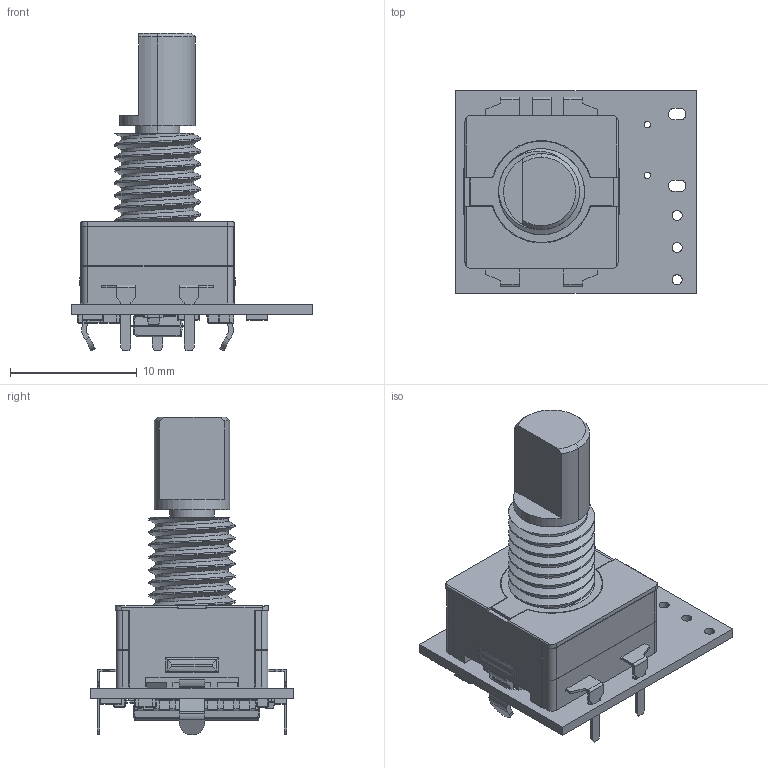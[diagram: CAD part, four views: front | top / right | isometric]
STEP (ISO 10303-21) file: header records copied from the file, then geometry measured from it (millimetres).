
FILE_DESCRIPTION(('Open CASCADE Model'),'2;1');
FILE_NAME('Open CASCADE Shape Model','2022-06-06T14:24:31',('Author'),( 'Open CASCADE'),'Open CASCADE STEP processor 6.8','Open CASCADE 6.8' ,'Unknown');
FILE_SCHEMA(('AUTOMOTIVE_DESIGN { 1 0 10303 214 1 1 1 1 }'));
Length unit declared in the file: millimetre
Products named in the file (66): PCB; Board; Open CASCADE STEP translator 6.8 1.1.1; MCU2; 6060889392; Open_CASCADE_STEP_translator_6.8_2.1; Body; Open_CASCADE_STEP_translator_6.8_2.2.1; Leader; ROTARY_ENCODER1; rotary_encoder; R10; 6060884592; Mid_Body; Terminal; Open_CASCADE_STEP_translator_6.8_12.2.1; Mark; R9; R8; R7; 7224077712; R6; D8; 6060895072; Open_CASCADE_STEP_translator_6.8_2.1.1; lead; D7; 6060889232; D6; 6060889312; D5; 0603_Chip_SMD_LED_(1.6x0.8mm)_coloured; C10; 6060896992; Open_CASCADE_STEP_translator_6.8_14.1.1; Open_CASCADE_STEP_translator_6.8_14.1.2; Open_CASCADE_STEP_translator_6.8_14.2.1; C9; 6060888752; C8 ...
Assembly tree (90 placements, depth 5):
  PCB
    Board
      Open CASCADE STEP translator 6.8 1.1.1
    MCU2
      6060889392
        Open_CASCADE_STEP_translator_6.8_2.1
        Body
          Open_CASCADE_STEP_translator_6.8_2.2.1
        Leader  x16
    ROTARY_ENCODER1
      rotary_encoder
    R10
      6060884592
        Mid_Body
        Terminal  x2
          Open_CASCADE_STEP_translator_6.8_12.2.1
        Mark
    R9
      6060884592
        Mid_Body
        Terminal  x2
          Open_CASCADE_STEP_translator_6.8_12.2.1
        Mark
    R8
      6060884592
        Mid_Body
        Terminal  x2
          Open_CASCADE_STEP_translator_6.8_12.2.1
        Mark
    R7
      7224077712
        Mid_Body
        Terminal  x2
          Open_CASCADE_STEP_translator_6.8_12.2.1
        Mark
    R6
      6060884592
        Mid_Body
        Terminal  x2
          Open_CASCADE_STEP_translator_6.8_12.2.1
        Mark
    D8
      6060895072
        Body
          Open_CASCADE_STEP_translator_6.8_2.1.1
        lead  x2
    D7
      6060889232
        Body
          Open_CASCADE_STEP_translator_6.8_2.1.1
        lead  x2
    D6
      6060889312
        Body
          Open_CASCADE_STEP_translator_6.8_2.1.1
        lead  x2
    D5
      0603_Chip_SMD_LED_(1.6x0.8mm)_coloured
    C10
      6060896992
Bounding box: 19 x 16 x 25.1 mm (x, y, z)
Volume: 1628.4 mm3; surface area: 2445 mm2
Topology: 74 solids, 75 shells, 1458 faces, 3376 edges, 1996 vertices
Faces by surface type: plane 971, cylinder 372, sphere 74, bspline 38, cone 3
Full cylindrical faces by diameter (mm): 0.487 x1, 0.5 x2, 0.8 x3
Entity records: 33443 total; most frequent: CARTESIAN_POINT 8944, DIRECTION 4329, ORIENTED_EDGE 4299, EDGE_CURVE 2150, LINE 1565, VECTOR 1565, AXIS2_PLACEMENT_3D 1382, VERTEX_POINT 1324
